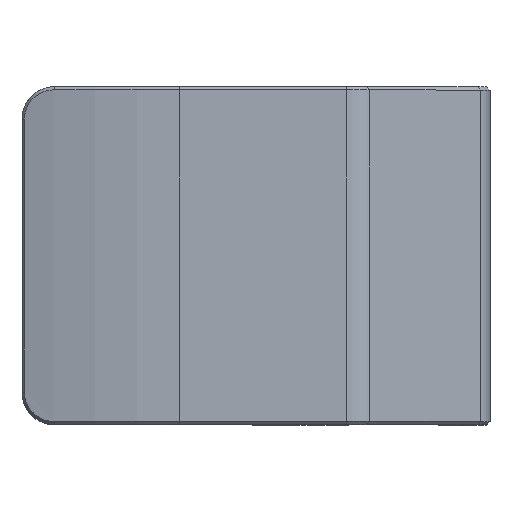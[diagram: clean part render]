
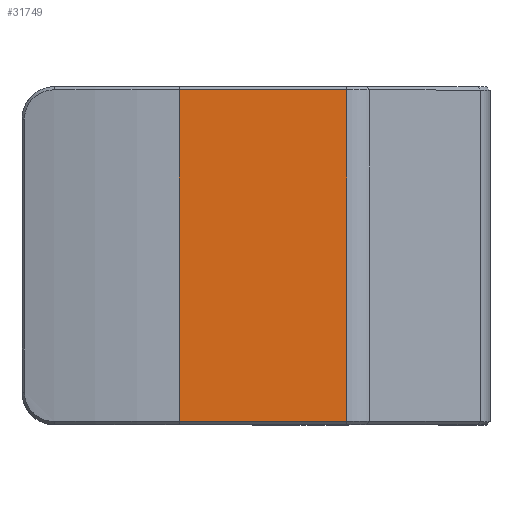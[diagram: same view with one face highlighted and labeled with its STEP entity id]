
A CAD part, top view. The second image highlights one B-rep face of the part: STEP entity #31749.
In plain terms, the highlighted planar face has unit normal (0, 0, 1).
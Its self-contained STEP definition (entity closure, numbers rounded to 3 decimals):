
#2798 = DIRECTION ( 'NONE',  ( 0., 1., 0. ) ) ;
#3630 = EDGE_LOOP ( 'NONE', ( #26967, #6866, #8937, #30946 ) ) ;
#4443 = VERTEX_POINT ( 'NONE', #31362 ) ;
#6232 = CARTESIAN_POINT ( 'NONE',  ( -22.071, -25.5, 0. ) ) ;
#6383 = DIRECTION ( 'NONE',  ( 1., 0., 0. ) ) ;
#6866 = ORIENTED_EDGE ( 'NONE', *, *, #38160, .T. ) ;
#7571 = CARTESIAN_POINT ( 'NONE',  ( -47.8, 25.5, 0. ) ) ;
#8517 = DIRECTION ( 'NONE',  ( 0., 0., -1. ) ) ;
#8937 = ORIENTED_EDGE ( 'NONE', *, *, #38917, .T. ) ;
#9849 = VECTOR ( 'NONE', #23189, 1000. ) ;
#13315 = CARTESIAN_POINT ( 'NONE',  ( -47.8, 25.5, 0. ) ) ;
#15291 = PLANE ( 'NONE',  #33627 ) ;
#16770 = VERTEX_POINT ( 'NONE', #29348 ) ;
#16949 = LINE ( 'NONE', #19865, #28245 ) ;
#17348 = VECTOR ( 'NONE', #31370, 1000. ) ;
#19865 = CARTESIAN_POINT ( 'NONE',  ( -22.071, 26., 0. ) ) ;
#23189 = DIRECTION ( 'NONE',  ( 0., -1., 0. ) ) ;
#23769 = VECTOR ( 'NONE', #6383, 1000. ) ;
#24351 = CARTESIAN_POINT ( 'NONE',  ( -47.8, -25.5, 0. ) ) ;
#24600 = VERTEX_POINT ( 'NONE', #24351 ) ;
#26967 = ORIENTED_EDGE ( 'NONE', *, *, #31683, .T. ) ;
#28245 = VECTOR ( 'NONE', #2798, 1000. ) ;
#29348 = CARTESIAN_POINT ( 'NONE',  ( -22.071, 25.5, 0. ) ) ;
#29812 = LINE ( 'NONE', #13315, #17348 ) ;
#30142 = DIRECTION ( 'NONE',  ( -1., 0., 0. ) ) ;
#30946 = ORIENTED_EDGE ( 'NONE', *, *, #44183, .T. ) ;
#31328 = FACE_OUTER_BOUND ( 'NONE', #3630, .T. ) ;
#31362 = CARTESIAN_POINT ( 'NONE',  ( -22.071, -25.5, 0. ) ) ;
#31370 = DIRECTION ( 'NONE',  ( -1., 0., 0. ) ) ;
#31683 = EDGE_CURVE ( 'NONE', #42875, #24600, #35282, .T. ) ;
#31749 = ADVANCED_FACE ( 'NONE', ( #31328 ), #15291, .F. ) ;
#33627 = AXIS2_PLACEMENT_3D ( 'NONE', #44643, #8517, #30142 ) ;
#35282 = LINE ( 'NONE', #44782, #9849 ) ;
#35662 = LINE ( 'NONE', #6232, #23769 ) ;
#38160 = EDGE_CURVE ( 'NONE', #24600, #4443, #35662, .T. ) ;
#38917 = EDGE_CURVE ( 'NONE', #4443, #16770, #16949, .T. ) ;
#42875 = VERTEX_POINT ( 'NONE', #7571 ) ;
#44183 = EDGE_CURVE ( 'NONE', #16770, #42875, #29812, .T. ) ;
#44643 = CARTESIAN_POINT ( 'NONE',  ( -47.8, 26., 0. ) ) ;
#44782 = CARTESIAN_POINT ( 'NONE',  ( -47.8, 26., 0. ) ) ;
